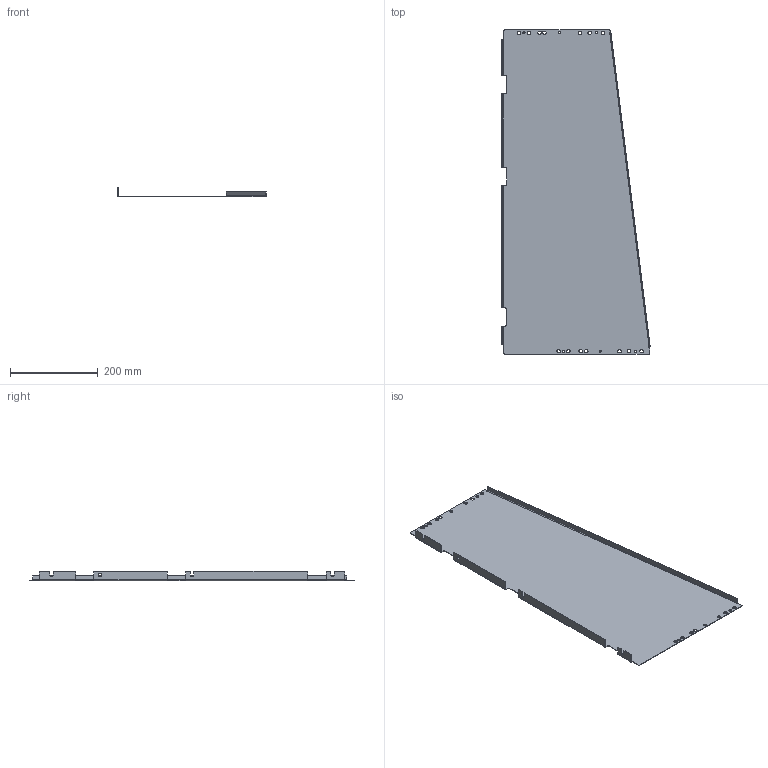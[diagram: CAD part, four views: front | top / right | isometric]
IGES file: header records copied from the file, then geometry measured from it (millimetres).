
Start section: SolidWorks IGES file using analytic representation for surfaces
Global section: file name: D1100327-v4_AdLIGO_AOS_SLC ACB Left Side Panel.IGS; native system: SolidWorks 2010; preprocessor: SolidWorks 2010; author: tnguyen; date: 110920.150401; units: inch
Bounding box: 337.54 x 738.12 x 22.1 mm (x, y, z)
Surface area: 469183.5 mm2 (no closed solid volume)
Topology: 0 solids, 0 shells, 134 faces, 1822 edges, 1822 vertices
Faces by surface type: revolution 77, bspline 57
